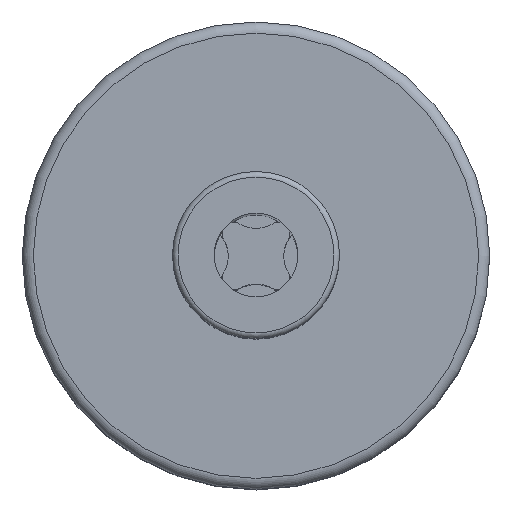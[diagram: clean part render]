
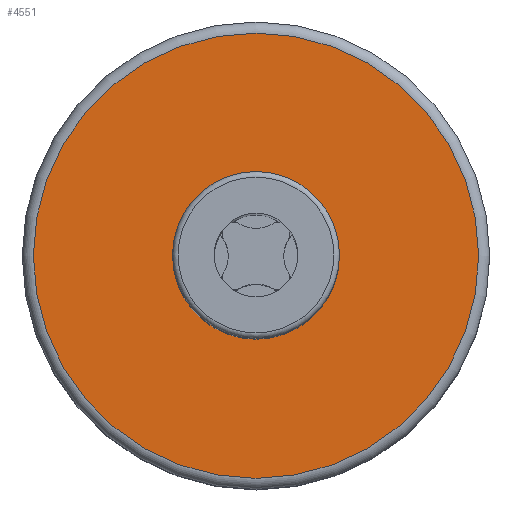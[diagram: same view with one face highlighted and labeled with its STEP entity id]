
A CAD part, top view. The second image highlights one B-rep face of the part: STEP entity #4551.
In plain terms, the highlighted planar face has unit normal (0, 0, 1).
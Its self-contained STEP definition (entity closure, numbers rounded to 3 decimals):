
#4506 = VERTEX_POINT('',#4507);
#4507 = CARTESIAN_POINT('',(4.,0.,30.5));
#4514 = EDGE_CURVE('',#4506,#4506,#4515,.T.);
#4515 = CIRCLE('',#4516,4.);
#4516 = AXIS2_PLACEMENT_3D('',#4517,#4518,#4519);
#4517 = CARTESIAN_POINT('',(0.,0.,30.5));
#4518 = DIRECTION('',(0.,0.,-1.));
#4519 = DIRECTION('',(-1.,0.,0.));
#4551 = ADVANCED_FACE('',(#4552,#4555),#4566,.F.);
#4552 = FACE_BOUND('',#4553,.T.);
#4553 = EDGE_LOOP('',(#4554));
#4554 = ORIENTED_EDGE('',*,*,#4514,.F.);
#4555 = FACE_BOUND('',#4556,.T.);
#4556 = EDGE_LOOP('',(#4557));
#4557 = ORIENTED_EDGE('',*,*,#4558,.F.);
#4558 = EDGE_CURVE('',#4559,#4559,#4561,.T.);
#4559 = VERTEX_POINT('',#4560);
#4560 = CARTESIAN_POINT('',(1.5,0.,30.5));
#4561 = CIRCLE('',#4562,1.5);
#4562 = AXIS2_PLACEMENT_3D('',#4563,#4564,#4565);
#4563 = CARTESIAN_POINT('',(0.,0.,30.5));
#4564 = DIRECTION('',(0.,0.,1.));
#4565 = DIRECTION('',(-1.,0.,0.));
#4566 = PLANE('',#4567);
#4567 = AXIS2_PLACEMENT_3D('',#4568,#4569,#4570);
#4568 = CARTESIAN_POINT('',(0.,0.,30.5));
#4569 = DIRECTION('',(0.,0.,-1.));
#4570 = DIRECTION('',(-1.,0.,0.));
